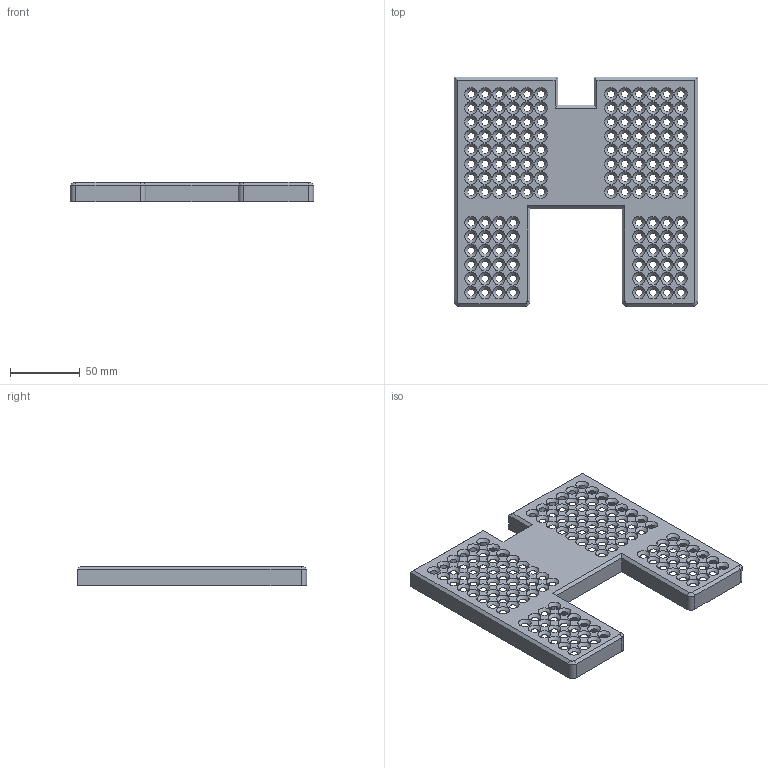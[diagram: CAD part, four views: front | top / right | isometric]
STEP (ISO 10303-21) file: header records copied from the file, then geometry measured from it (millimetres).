
FILE_DESCRIPTION(/* description */ ('STEP AP214'),/* implementation_level */ '2;1');
FILE_NAME(/* name */ '614a2264a45e1c3d7eeb4fce',/* time_stamp */ '2021-09-21T18:20:21+00:00',/* author */ (''),/* organization */ (''),/* preprocessor_version */ 'ST-DEVELOPER v18.1',/* originating_system */ ' ',/* authorisation */ ' ');
FILE_SCHEMA (('AUTOMOTIVE_DESIGN {1 0 10303 214 3 1 1}'));
Length unit declared in the file: metre
Products named in the file (1): v3
Bounding box: 174 x 164 x 14 mm (x, y, z)
Volume: 60958.2 mm3; surface area: 67619.6 mm2
Topology: 1 solids, 1 shells, 257 faces, 686 edges, 452 vertices
Faces by surface type: cone 148, plane 65, cylinder 44
Full cylindrical faces by diameter (mm): 2.5 x20
Entity records: 7978 total; most frequent: DIRECTION 1418, CARTESIAN_POINT 1232, ORIENTED_EDGE 1044, EDGE_LOOP 730, FACE_BOUND 730, AXIS2_PLACEMENT_3D 638, EDGE_CURVE 522, VERTEX_POINT 452
